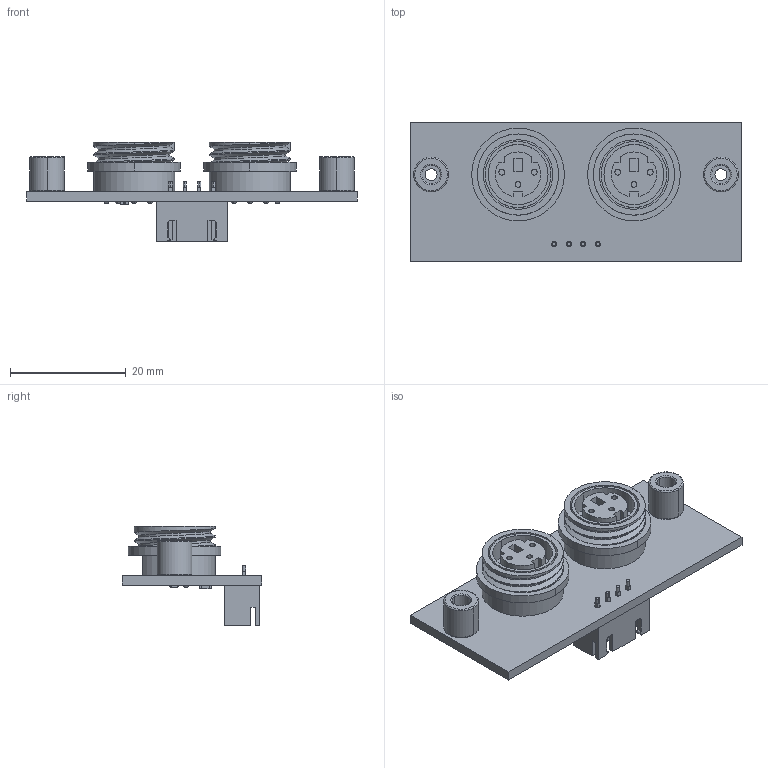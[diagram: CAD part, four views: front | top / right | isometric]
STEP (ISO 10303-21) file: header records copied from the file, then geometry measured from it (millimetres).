
FILE_DESCRIPTION(('Open CASCADE Model'),'2;1');
FILE_NAME('Open CASCADE Shape Model','2020-04-26T12:27:31',('Author'),( 'Open CASCADE'),'Open CASCADE STEP processor 6.8','Open CASCADE 6.8' ,'Unknown');
FILE_SCHEMA(('AUTOMOTIVE_DESIGN { 1 0 10303 214 1 1 1 1 }'));
Length unit declared in the file: millimetre
Products named in the file (1): PCB
Bounding box: 57 x 24 x 17.19 mm (x, y, z)
Volume: 2647.6 mm3; surface area: 7354.3 mm2
Topology: 5 solids, 138 shells, 353 faces, 1206 edges, 992 vertices
Faces by surface type: plane 204, cylinder 113, torus 28, bspline 8
Full cylindrical faces by diameter (mm): 0.9 x10, 2.05 x2
Entity records: 14965 total; most frequent: CARTESIAN_POINT 3674, DIRECTION 2206, ORIENTED_EDGE 1670, EDGE_CURVE 1206, VERTEX_POINT 992, LINE 770, VECTOR 770, AXIS2_PLACEMENT_3D 718
